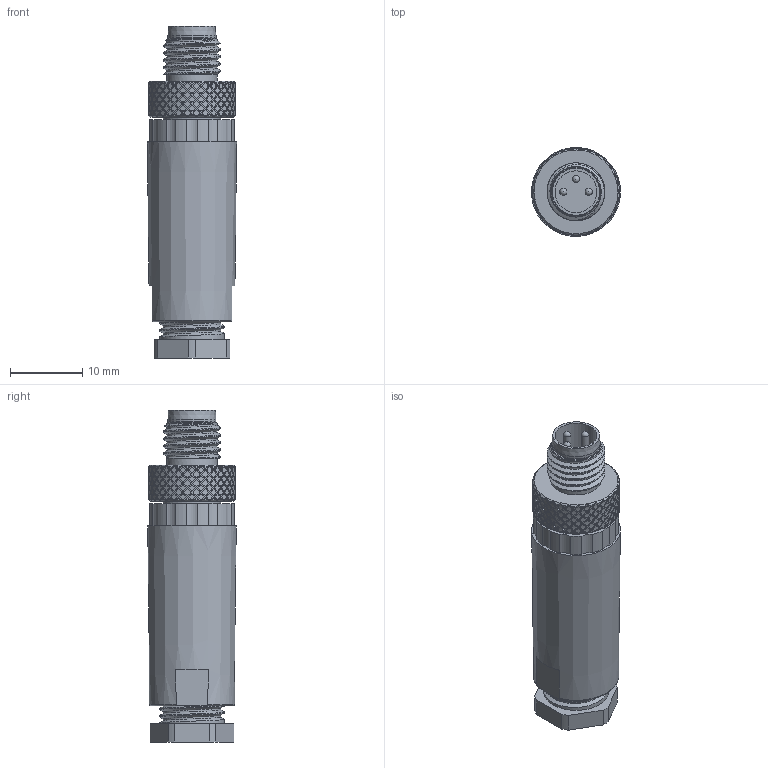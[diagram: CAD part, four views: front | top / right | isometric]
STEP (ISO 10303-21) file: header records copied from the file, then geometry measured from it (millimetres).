
FILE_DESCRIPTION(/* description */ (''),/* implementation_level */ '2;1');
FILE_NAME(/* name */ 'LS8.3-0-C-BU.stp',/* time_stamp */ '2023-11-23T14:52:06+08:00',/* author */ (''),/* organization */ (''),/* preprocessor_version */ 'ST-DEVELOPER v16',/* originating_system */ 'SIEMENS PLM Software NX 10.0',/* authorisation */ '');
FILE_SCHEMA (('AP203_CONFIGURATION_CONTROLLED_3D_DESIGN_OF_MECHANICAL_PARTS_AND_ASSEMBLIES_MIM_LF { 1 0 10303 403 2 1 2}'));
Length unit declared in the file: millimetre
Products named in the file (1): chan1A00DD1Dk9nd
Bounding box: 12.33 x 12.32 x 45.95 mm (x, y, z)
Volume: 3553.4 mm3; surface area: 3037 mm2
Topology: 7 solids, 8 shells, 1447 faces, 3678 edges, 2451 vertices
Faces by surface type: plane 1111, cylinder 318, cone 7, bspline 5, sphere 3, torus 3
Full cylindrical faces by diameter (mm): 1 x3, 5 x1, 5.8 x1, 6.2 x2, 6.65 x1, 7 x5, 8 x1, 11.8 x1
Entity records: 47114 total; most frequent: CARTESIAN_POINT 10627, DIRECTION 8473, ORIENTED_EDGE 7206, AXIS2_PLACEMENT_3D 3699, EDGE_CURVE 3603, VERTEX_POINT 2411, ELLIPSE 2040, EDGE_LOOP 1680
